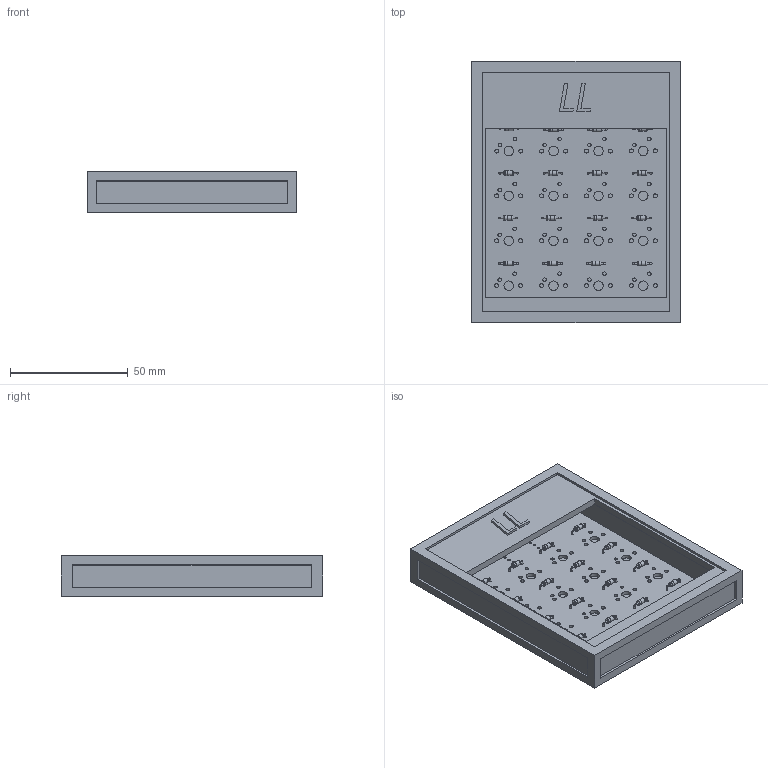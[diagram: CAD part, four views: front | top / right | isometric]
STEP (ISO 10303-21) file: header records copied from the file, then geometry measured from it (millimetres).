
FILE_DESCRIPTION(('STEP AP242 Edition 2','STEP AP242 Edition 2''CAx-IF Rec.Pracs.---Representation and Presentation of Product Manufacturing Information (PMI)---4.0---2014-10-13','STEP AP242 Edition 2''CAx-IF Rec.Pracs.---Representation and Presentation of Product Manufacturing Information (PMI)---4.0---2014-10-13''CAx-IF Rec.Pracs.---3D Tessellated Geometry---0.4---2014-09-14','STEP AP242 Edition 2''CAx-IF Rec.Pracs.---Representation and Presentation of Product Manufacturing Information (PMI)---4.0---2014-10-13''CAx-IF Rec.Pracs.---3D Tessellated Geometry---0.4---2014-09-14''2;1','STEP AP242 Edition 2''CAx-IF Rec.Pracs.---Representation and Presentation of Product Manufacturing Information (PMI)---4.0---2014-10-13''CAx-IF Rec.Pracs.---3D Tessellated Geometry---0.4---2014-09-14''2;1''CAx-IF Rec.Pracs.---User Defined Attributes---1.5---2016-08-15'),'2;1');
FILE_NAME('PCB (1).step','2026-02-25T03:06:23',(''),(''),'ST-DEVELOPER v20','ONSHAPE BY PTC INC, 1.211',' ');
FILE_SCHEMA(('AP242_MANAGED_MODEL_BASED_3D_ENGINEERING_MIM_LF { 1 0 10303 442 3 1 4 }'));
Length unit declared in the file: metre
Products named in the file (38): D_DO-35_SOD27_P7.62mm_Horizontal_14; Part 35; D_DO-35_SOD27_P7.62mm_Horizontal_13; D_DO-35_SOD27_P7.62mm_Horizontal; D_DO-35_SOD27_P7.62mm_Horizontal_12; D_DO-35_SOD27_P7.62mm_Horizontal_1; D_DO-35_SOD27_P7.62mm_Horizontal_11; Part 36; D_DO-35_SOD27_P7.62mm_Horizontal_2; Part 37; Part 38; Part 34; D_DO-35_SOD27_P7.62mm_Horizontal_15; D_DO-35_SOD27_P7.62mm_Horizontal_10; D_DO-35_SOD27_P7.62mm_Horizontal_3; D_DO-35_SOD27_P7.62mm_Horizontal_9; D_DO-35_SOD27_P7.62mm_Horizontal_4; D_DO-35_SOD27_P7.62mm_Horizontal_7; D_DO-35_SOD27_P7.62mm_Horizontal_6; D_DO-35_SOD27_P7.62mm_Horizontal_8; D_DO-35_SOD27_P7.62mm_Horizontal_5; PCB_PCB
Bounding box: 88.45 x 110.81 x 17 mm (x, y, z)
Volume: 72646.2 mm3; surface area: 65022.5 mm2
Topology: 38 solids, 38 shells, 472 faces, 1010 edges, 652 vertices
Faces by surface type: cylinder 230, plane 178, torus 64
Full cylindrical faces by diameter (mm): 0.5 x48, 0.8 x32, 1 x14, 1.5 x32, 1.7 x32, 2 x32, 2.02 x16, 2.9 x8, 4 x16
Entity records: 12952 total; most frequent: DIRECTION 2196, CARTESIAN_POINT 1814, ORIENTED_EDGE 1368, EDGE_LOOP 1078, FACE_BOUND 1078, AXIS2_PLACEMENT_3D 1002, EDGE_CURVE 684, VERTEX_POINT 620
